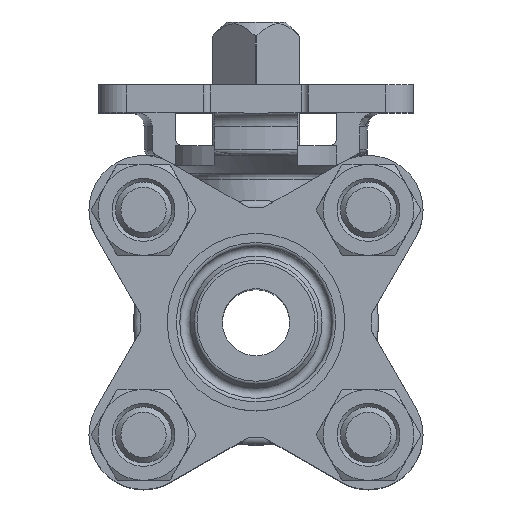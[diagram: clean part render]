
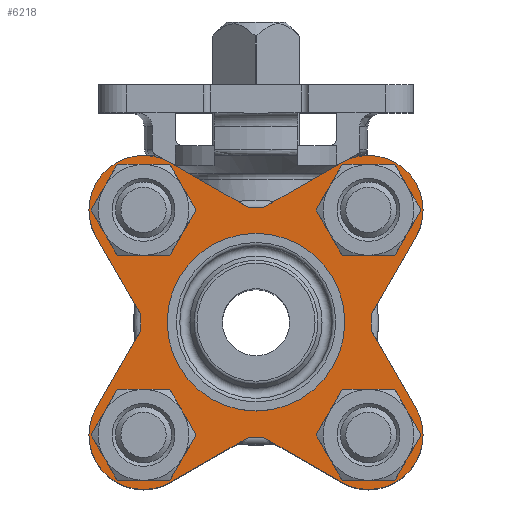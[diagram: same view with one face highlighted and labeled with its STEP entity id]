
A CAD part, top view. The second image highlights one B-rep face of the part: STEP entity #6218.
In plain terms, the highlighted planar face has unit normal (0, 0, 1).
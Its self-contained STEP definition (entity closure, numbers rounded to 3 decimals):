
#198=LINE('',#10731,#465);
#199=LINE('',#10735,#466);
#200=LINE('',#10736,#467);
#201=LINE('',#10740,#468);
#202=LINE('',#10741,#469);
#203=LINE('',#10745,#470);
#204=LINE('',#10746,#471);
#205=LINE('',#10750,#472);
#465=VECTOR('',#8071,1000.);
#466=VECTOR('',#8074,1000.);
#467=VECTOR('',#8075,1000.);
#468=VECTOR('',#8078,1000.);
#469=VECTOR('',#8079,1000.);
#470=VECTOR('',#8082,1000.);
#471=VECTOR('',#8083,1000.);
#472=VECTOR('',#8086,1000.);
#623=PLANE('',#6842);
#1808=ORIENTED_EDGE('',*,*,#3541,.F.);
#1809=ORIENTED_EDGE('',*,*,#3542,.F.);
#1810=ORIENTED_EDGE('',*,*,#3543,.F.);
#1811=ORIENTED_EDGE('',*,*,#3544,.F.);
#1812=ORIENTED_EDGE('',*,*,#3545,.F.);
#1813=ORIENTED_EDGE('',*,*,#3546,.T.);
#1814=ORIENTED_EDGE('',*,*,#3547,.T.);
#1815=ORIENTED_EDGE('',*,*,#3548,.T.);
#1816=ORIENTED_EDGE('',*,*,#3280,.F.);
#1817=ORIENTED_EDGE('',*,*,#3549,.T.);
#1818=ORIENTED_EDGE('',*,*,#3550,.T.);
#1819=ORIENTED_EDGE('',*,*,#3551,.T.);
#1820=ORIENTED_EDGE('',*,*,#3286,.F.);
#1821=ORIENTED_EDGE('',*,*,#3552,.T.);
#1822=ORIENTED_EDGE('',*,*,#3553,.T.);
#1823=ORIENTED_EDGE('',*,*,#3554,.T.);
#1824=ORIENTED_EDGE('',*,*,#3290,.F.);
#1825=ORIENTED_EDGE('',*,*,#3555,.T.);
#1826=ORIENTED_EDGE('',*,*,#3556,.T.);
#1827=ORIENTED_EDGE('',*,*,#3557,.T.);
#1828=ORIENTED_EDGE('',*,*,#3558,.T.);
#3280=EDGE_CURVE('',#4155,#4157,#4678,.T.);
#3286=EDGE_CURVE('',#4162,#4160,#4681,.T.);
#3290=EDGE_CURVE('',#4166,#4164,#4683,.T.);
#3541=EDGE_CURVE('',#4348,#4348,#4777,.T.);
#3542=EDGE_CURVE('',#4349,#4349,#4778,.T.);
#3543=EDGE_CURVE('',#4350,#4350,#4779,.T.);
#3544=EDGE_CURVE('',#4351,#4351,#4780,.T.);
#3545=EDGE_CURVE('',#4352,#4353,#4781,.T.);
#3546=EDGE_CURVE('',#4352,#4354,#198,.T.);
#3547=EDGE_CURVE('',#4354,#4355,#4782,.T.);
#3548=EDGE_CURVE('',#4355,#4157,#199,.T.);
#3549=EDGE_CURVE('',#4155,#4356,#200,.T.);
#3550=EDGE_CURVE('',#4356,#4357,#4783,.T.);
#3551=EDGE_CURVE('',#4357,#4160,#201,.T.);
#3552=EDGE_CURVE('',#4162,#4358,#202,.T.);
#3553=EDGE_CURVE('',#4358,#4359,#4784,.T.);
#3554=EDGE_CURVE('',#4359,#4164,#203,.T.);
#3555=EDGE_CURVE('',#4166,#4360,#204,.T.);
#3556=EDGE_CURVE('',#4360,#4361,#4785,.T.);
#3557=EDGE_CURVE('',#4361,#4353,#205,.T.);
#3558=EDGE_CURVE('',#4362,#4362,#4786,.T.);
#4155=VERTEX_POINT('',#9937);
#4157=VERTEX_POINT('',#9940);
#4160=VERTEX_POINT('',#9957);
#4162=VERTEX_POINT('',#9966);
#4164=VERTEX_POINT('',#9976);
#4166=VERTEX_POINT('',#9985);
#4348=VERTEX_POINT('',#10721);
#4349=VERTEX_POINT('',#10723);
#4350=VERTEX_POINT('',#10725);
#4351=VERTEX_POINT('',#10727);
#4352=VERTEX_POINT('',#10729);
#4353=VERTEX_POINT('',#10730);
#4354=VERTEX_POINT('',#10732);
#4355=VERTEX_POINT('',#10734);
#4356=VERTEX_POINT('',#10737);
#4357=VERTEX_POINT('',#10739);
#4358=VERTEX_POINT('',#10742);
#4359=VERTEX_POINT('',#10744);
#4360=VERTEX_POINT('',#10747);
#4361=VERTEX_POINT('',#10749);
#4362=VERTEX_POINT('',#10752);
#4678=CIRCLE('',#6691,16.5);
#4681=CIRCLE('',#6695,16.5);
#4683=CIRCLE('',#6698,16.5);
#4777=CIRCLE('',#6843,6.);
#4778=CIRCLE('',#6844,6.);
#4779=CIRCLE('',#6845,6.);
#4780=CIRCLE('',#6846,6.);
#4781=CIRCLE('',#6847,16.5);
#4782=CIRCLE('',#6848,7.8);
#4783=CIRCLE('',#6849,7.8);
#4784=CIRCLE('',#6850,7.8);
#4785=CIRCLE('',#6851,7.8);
#4786=CIRCLE('',#6852,8.7);
#5087=EDGE_LOOP('',(#1808));
#5088=EDGE_LOOP('',(#1809));
#5089=EDGE_LOOP('',(#1810));
#5090=EDGE_LOOP('',(#1811));
#5091=EDGE_LOOP('',(#1812,#1813,#1814,#1815,#1816,#1817,#1818,#1819,#1820,
#1821,#1822,#1823,#1824,#1825,#1826,#1827));
#5092=EDGE_LOOP('',(#1828));
#5626=FACE_BOUND('',#5087,.T.);
#5627=FACE_BOUND('',#5088,.T.);
#5628=FACE_BOUND('',#5089,.T.);
#5629=FACE_BOUND('',#5090,.T.);
#5630=FACE_BOUND('',#5091,.T.);
#5631=FACE_BOUND('',#5092,.T.);
#6218=ADVANCED_FACE('',(#5626,#5627,#5628,#5629,#5630,#5631),#623,.F.);
#6691=AXIS2_PLACEMENT_3D('',#9939,#7676,#7677);
#6695=AXIS2_PLACEMENT_3D('',#9967,#7684,#7685);
#6698=AXIS2_PLACEMENT_3D('',#9986,#7690,#7691);
#6842=AXIS2_PLACEMENT_3D('',#10719,#8059,#8060);
#6843=AXIS2_PLACEMENT_3D('',#10720,#8061,#8062);
#6844=AXIS2_PLACEMENT_3D('',#10722,#8063,#8064);
#6845=AXIS2_PLACEMENT_3D('',#10724,#8065,#8066);
#6846=AXIS2_PLACEMENT_3D('',#10726,#8067,#8068);
#6847=AXIS2_PLACEMENT_3D('',#10728,#8069,#8070);
#6848=AXIS2_PLACEMENT_3D('',#10733,#8072,#8073);
#6849=AXIS2_PLACEMENT_3D('',#10738,#8076,#8077);
#6850=AXIS2_PLACEMENT_3D('',#10743,#8080,#8081);
#6851=AXIS2_PLACEMENT_3D('',#10748,#8084,#8085);
#6852=AXIS2_PLACEMENT_3D('',#10751,#8087,#8088);
#7676=DIRECTION('',(0.,0.,-1.));
#7677=DIRECTION('',(-1.,0.,0.));
#7684=DIRECTION('',(0.,0.,-1.));
#7685=DIRECTION('',(-1.,0.,0.));
#7690=DIRECTION('',(0.,0.,-1.));
#7691=DIRECTION('',(-1.,0.,0.));
#8059=DIRECTION('',(0.,0.,-1.));
#8060=DIRECTION('',(-1.,0.,0.));
#8061=DIRECTION('',(0.,0.,1.));
#8062=DIRECTION('',(1.,0.,0.));
#8063=DIRECTION('',(0.,0.,1.));
#8064=DIRECTION('',(1.,0.,0.));
#8065=DIRECTION('',(0.,0.,1.));
#8066=DIRECTION('',(1.,0.,0.));
#8067=DIRECTION('',(0.,0.,1.));
#8068=DIRECTION('',(1.,0.,0.));
#8069=DIRECTION('',(0.,0.,-1.));
#8070=DIRECTION('',(-1.,0.,0.));
#8071=DIRECTION('',(-0.866,0.5,0.));
#8072=DIRECTION('',(0.,0.,1.));
#8073=DIRECTION('',(1.,0.,0.));
#8074=DIRECTION('',(0.5,-0.866,0.));
#8075=DIRECTION('',(-0.5,-0.866,0.));
#8076=DIRECTION('',(0.,0.,1.));
#8077=DIRECTION('',(1.,0.,0.));
#8078=DIRECTION('',(0.866,0.5,0.));
#8079=DIRECTION('',(0.866,-0.5,0.));
#8080=DIRECTION('',(0.,0.,1.));
#8081=DIRECTION('',(1.,0.,0.));
#8082=DIRECTION('',(-0.5,0.866,0.));
#8083=DIRECTION('',(0.5,0.866,0.));
#8084=DIRECTION('',(0.,0.,1.));
#8085=DIRECTION('',(1.,0.,0.));
#8086=DIRECTION('',(-0.866,-0.5,0.));
#8087=DIRECTION('',(0.,0.,-1.));
#8088=DIRECTION('',(-1.,0.,0.));
#9937=CARTESIAN_POINT('',(-16.461,-1.135,20.85));
#9939=CARTESIAN_POINT('',(0.,0.,20.85));
#9940=CARTESIAN_POINT('',(-16.461,1.135,20.85));
#9957=CARTESIAN_POINT('',(-1.135,-16.461,20.85));
#9966=CARTESIAN_POINT('',(1.135,-16.461,20.85));
#9967=CARTESIAN_POINT('',(0.,0.,20.85));
#9976=CARTESIAN_POINT('',(16.461,-1.135,20.85));
#9985=CARTESIAN_POINT('',(16.461,1.135,20.85));
#9986=CARTESIAN_POINT('',(0.,0.,20.85));
#10719=CARTESIAN_POINT('',(0.,0.,20.85));
#10720=CARTESIAN_POINT('',(16.087,-16.087,20.85));
#10721=CARTESIAN_POINT('',(22.087,-16.087,20.85));
#10722=CARTESIAN_POINT('',(-16.087,-16.087,20.85));
#10723=CARTESIAN_POINT('',(-10.087,-16.087,20.85));
#10724=CARTESIAN_POINT('',(-16.087,16.087,20.85));
#10725=CARTESIAN_POINT('',(-10.087,16.087,20.85));
#10726=CARTESIAN_POINT('',(16.087,16.087,20.85));
#10727=CARTESIAN_POINT('',(22.087,16.087,20.85));
#10728=CARTESIAN_POINT('',(0.,0.,20.85));
#10729=CARTESIAN_POINT('',(-1.135,16.461,20.85));
#10730=CARTESIAN_POINT('',(1.135,16.461,20.85));
#10731=CARTESIAN_POINT('',(0.,15.806,20.85));
#10732=CARTESIAN_POINT('',(-12.187,22.842,20.85));
#10733=CARTESIAN_POINT('',(-16.087,16.087,20.85));
#10734=CARTESIAN_POINT('',(-22.842,12.187,20.85));
#10735=CARTESIAN_POINT('',(-22.842,12.187,20.85));
#10736=CARTESIAN_POINT('',(-15.806,0.,20.85));
#10737=CARTESIAN_POINT('',(-22.842,-12.187,20.85));
#10738=CARTESIAN_POINT('',(-16.087,-16.087,20.85));
#10739=CARTESIAN_POINT('',(-12.187,-22.842,20.85));
#10740=CARTESIAN_POINT('',(-12.187,-22.842,20.85));
#10741=CARTESIAN_POINT('',(0.,-15.806,20.85));
#10742=CARTESIAN_POINT('',(12.187,-22.842,20.85));
#10743=CARTESIAN_POINT('',(16.087,-16.087,20.85));
#10744=CARTESIAN_POINT('',(22.842,-12.187,20.85));
#10745=CARTESIAN_POINT('',(22.842,-12.187,20.85));
#10746=CARTESIAN_POINT('',(15.806,0.,20.85));
#10747=CARTESIAN_POINT('',(22.842,12.187,20.85));
#10748=CARTESIAN_POINT('',(16.087,16.087,20.85));
#10749=CARTESIAN_POINT('',(12.187,22.842,20.85));
#10750=CARTESIAN_POINT('',(12.187,22.842,20.85));
#10751=CARTESIAN_POINT('',(0.,0.,20.85));
#10752=CARTESIAN_POINT('',(-8.7,0.,20.85));
